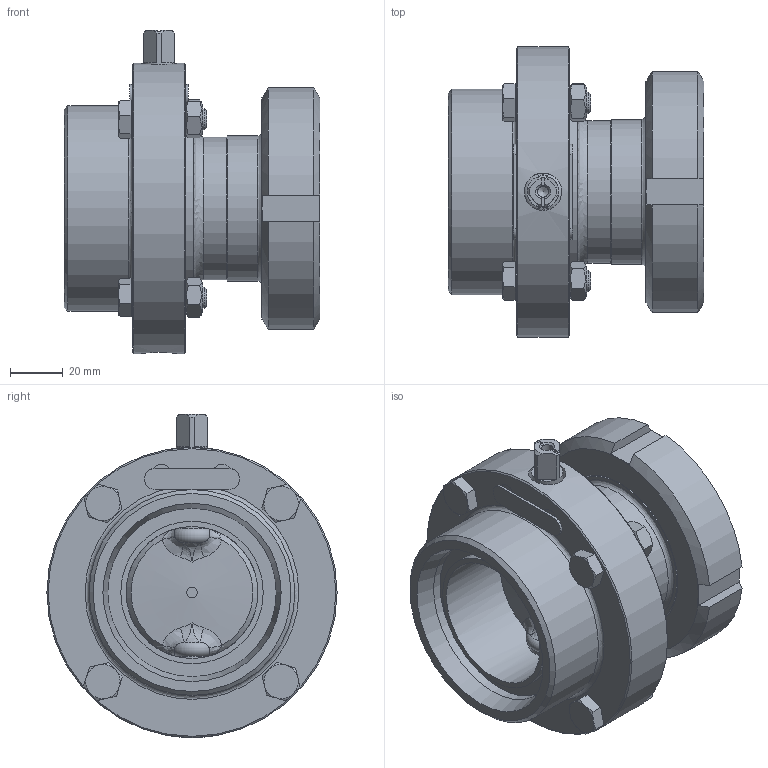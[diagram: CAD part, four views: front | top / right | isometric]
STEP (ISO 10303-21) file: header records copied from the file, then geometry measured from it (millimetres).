
FILE_DESCRIPTION((''),'2;1');
FILE_NAME('55640050XX30.stp','2010-11-23T13:01:22',('Creator'),(''),'Autodesk Inventor 2010','Autodesk Inventor 2010','');
FILE_SCHEMA(('AUTOMOTIVE_DESIGN { 1 0 10303 214 1 1 1 1 }'));
Length unit declared in the file: millimetre
Products named in the file (1): 55640050XX30
Bounding box: 97 x 110 x 122.5 mm (x, y, z)
Volume: 272118.8 mm3; surface area: 87565.5 mm2
Topology: 1 solids, 7 shells, 292 faces, 700 edges, 436 vertices
Faces by surface type: plane 136, cone 67, cylinder 52, bspline 31, torus 6
Full cylindrical faces by diameter (mm): 4.134 x1, 7.2 x6, 7.323 x4, 8 x8, 8.5 x4, 11.4 x4, 12 x2, 14.2 x2, 50 x2, 54 x2, 55 x1, 61 x1, 62 x1, 63.8 x1, 72.5 x1, 74.19 x1, 78 x1, 78.4 x1, 110 x1
Entity records: 10224 total; most frequent: CARTESIAN_POINT 4396, ORIENTED_EDGE 1172, DIRECTION 1120, EDGE_CURVE 586, AXIS2_PLACEMENT_3D 491, EDGE_LOOP 412, VERTEX_POINT 408, FACE_OUTER_BOUND 291
